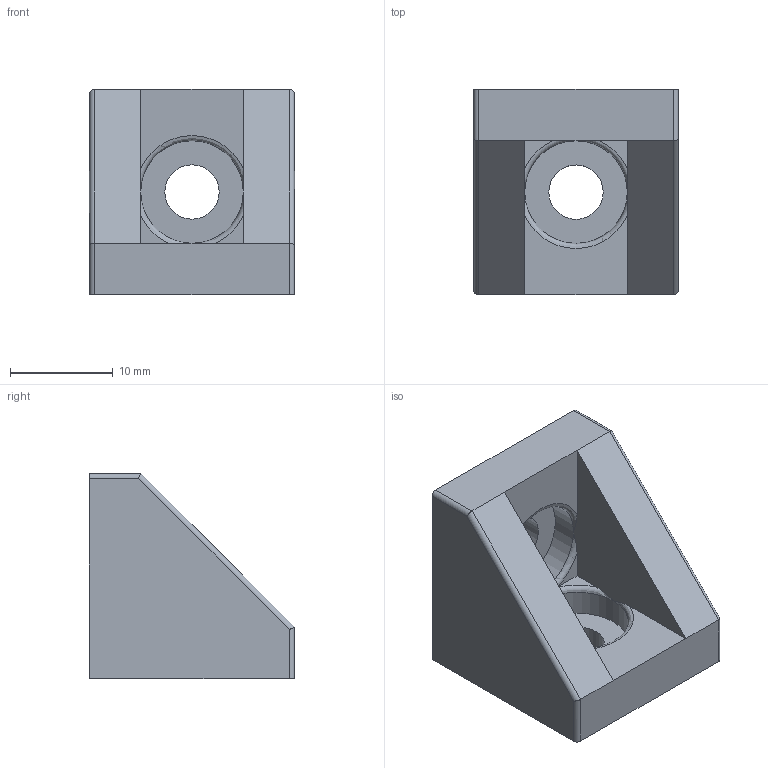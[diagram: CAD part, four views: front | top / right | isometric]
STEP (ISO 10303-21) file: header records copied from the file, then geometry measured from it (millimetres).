
FILE_DESCRIPTION(/* description */ (''),/* implementation_level */ '2;1');
FILE_NAME(/* name */ 'Extrusion Corner Bracket.step',/* time_stamp */ '2022-05-01T23:21:33+02:00',/* author */ (''),/* organization */ (''),/* preprocessor_version */ 'ST-DEVELOPER v18.1',/* originating_system */ 'Autodesk Translation Framework v10.14.0.1471',/* authorisation */ '');
FILE_SCHEMA (('AUTOMOTIVE_DESIGN { 1 0 10303 214 3 1 1 }'));
Length unit declared in the file: millimetre
Products named in the file (1): (Unsaved)
Bounding box: 20 x 20 x 20 mm (x, y, z)
Volume: 4059.3 mm3; surface area: 2454.7 mm2
Topology: 1 solids, 1 shells, 33 faces, 77 edges, 46 vertices
Faces by surface type: plane 18, cylinder 10, torus 5
Full cylindrical faces by diameter (mm): 5.3 x2, 10 x2
Entity records: 1004 total; most frequent: CARTESIAN_POINT 211, DIRECTION 161, ORIENTED_EDGE 154, EDGE_CURVE 77, AXIS2_PLACEMENT_3D 60, VERTEX_POINT 46, LINE 41, VECTOR 41
